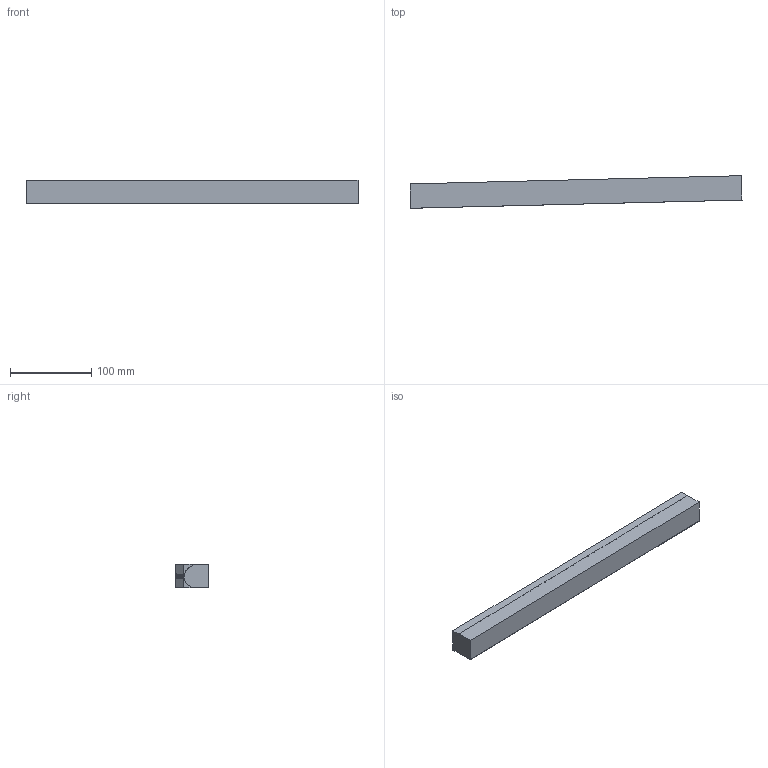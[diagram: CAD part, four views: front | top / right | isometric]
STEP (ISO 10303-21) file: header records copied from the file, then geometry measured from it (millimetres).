
FILE_DESCRIPTION(/* description */ ('Unknown'),/* implementation_level */ '2;1');
FILE_NAME(/* name */ '3851040_maxSized',/* time_stamp */ '2019-12-03T15:43:27+08:00',/* author */ ('Unknown'),/* organization */ ('Unknown'),/* preprocessor_version */ 'ST-DEVELOPER v16.7',/* originating_system */ 'DEX',/* authorisation */ $);
FILE_SCHEMA (('AUTOMOTIVE_DESIGN {1 0 10303 214 3 1 1}'));
Length unit declared in the file: millimetre
Products named in the file (3): 3851040_maxSized; maxSized; 3851040_406,4mm
Assembly tree (2 placements, depth 2):
  3851040_maxSized
    maxSized
    3851040_406,4mm
Bounding box: 407.82 x 40.02 x 28.9 mm (x, y, z)
Volume: 356376.7 mm3; surface area: 93913.5 mm2
Topology: 2 solids, 2 shells, 587 faces, 2581 edges, 1998 vertices
Faces by surface type: cylinder 352, plane 235
Full cylindrical faces by diameter (mm): 3.6 x32
Entity records: 29381 total; most frequent: CARTESIAN_POINT 9813, ORIENTED_EDGE 5098, DIRECTION 2833, EDGE_CURVE 2549, VERTEX_POINT 1998, B_SPLINE_CURVE_WITH_KNOTS 1216, LINE 1013, VECTOR 1013
